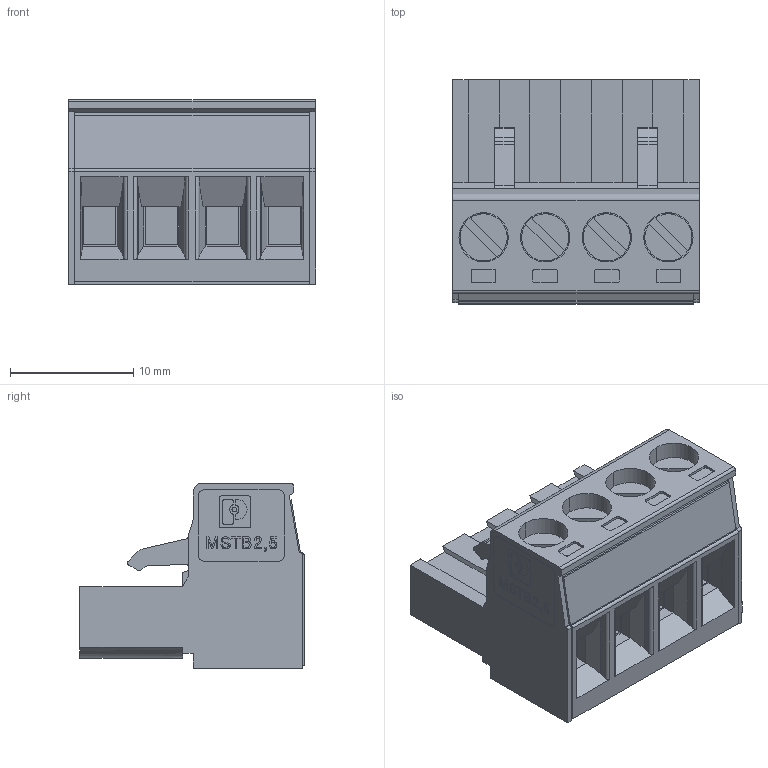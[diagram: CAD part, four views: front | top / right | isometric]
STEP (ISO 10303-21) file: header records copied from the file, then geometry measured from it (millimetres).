
FILE_DESCRIPTION(('Creo Elements/Direct Modeling STEP Export'),'2;1');
FILE_NAME('model.stp','2021-02-25T11:47:16',(''),(''),'Creo Elements/Direct Modeling STEP processor for AP214 (Solid Model)','Creo Elements/Direct Modeling 20.1D 10-Oct-2020 (C) Parametric Technology GmbH','');
FILE_SCHEMA(('AUTOMOTIVE_DESIGN { 1 0 10303 214 1 1 1 1 }'));
Length unit declared in the file: millimetre
Products named in the file (5): CO_MSTBT_2_5_ST.2; AC_MKDSN_2_5_Laengsschlitz; KK_MSTB_2_5_HC_ST.1; AT_MSTB_2_5_5_00; MSTB_2.5-4-ST-5.00
Assembly tree (13 placements, depth 2):
  MSTB_2.5-4-ST-5.00
    KK_MSTB_2_5_HC_ST.1  x4
    CO_MSTBT_2_5_ST.2  x4
    AC_MKDSN_2_5_Laengsschlitz  x4
    AT_MSTB_2_5_5_00
Bounding box: 20.06 x 18.2 x 15 mm (x, y, z)
Volume: 2787.9 mm3; surface area: 4544.2 mm2
Topology: 13 solids, 13 shells, 773 faces, 2080 edges, 1370 vertices
Faces by surface type: plane 611, cylinder 154, cone 8
Entity records: 25737 total; most frequent: ORIENTED_EDGE 3602, CARTESIAN_POINT 3574, DIRECTION 3252, EDGE_CURVE 1801, VECTOR 1522, LINE 1522, VERTEX_POINT 1187, AXIS2_PLACEMENT_3D 865
